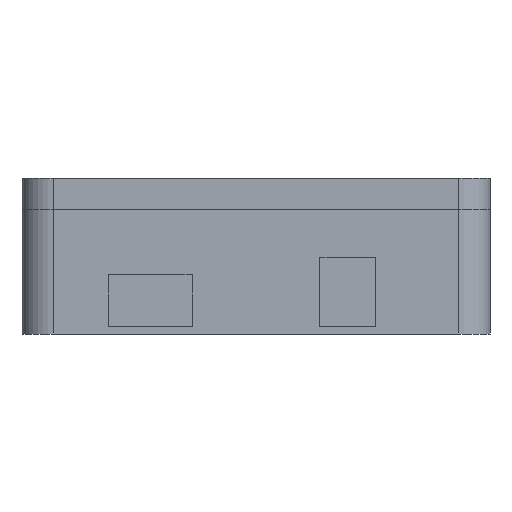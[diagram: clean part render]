
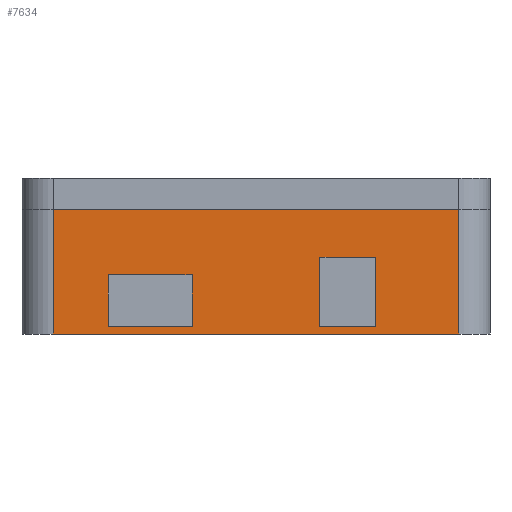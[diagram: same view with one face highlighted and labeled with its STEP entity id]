
A CAD part, left-side view. The second image highlights one B-rep face of the part: STEP entity #7634.
In plain terms, the highlighted planar face has unit normal (-1, 0, 0).
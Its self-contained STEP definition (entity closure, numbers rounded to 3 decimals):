
#722=FACE_BOUND('',#1416,.T.);
#723=FACE_BOUND('',#1417,.T.);
#1002=FACE_OUTER_BOUND('',#1415,.T.);
#1415=EDGE_LOOP('',(#5379,#5380,#5381,#5382));
#1416=EDGE_LOOP('',(#5383,#5384,#5385,#5386));
#1417=EDGE_LOOP('',(#5387,#5388,#5389,#5390));
#2054=LINE('',#9884,#2684);
#2056=LINE('',#9890,#2686);
#2057=LINE('',#9892,#2687);
#2058=LINE('',#9893,#2688);
#2059=LINE('',#9896,#2689);
#2060=LINE('',#9898,#2690);
#2061=LINE('',#9900,#2691);
#2062=LINE('',#9901,#2692);
#2063=LINE('',#9904,#2693);
#2064=LINE('',#9906,#2694);
#2065=LINE('',#9908,#2695);
#2066=LINE('',#9909,#2696);
#2684=VECTOR('',#8661,10.);
#2686=VECTOR('',#8667,10.);
#2687=VECTOR('',#8668,10.);
#2688=VECTOR('',#8669,10.);
#2689=VECTOR('',#8670,10.);
#2690=VECTOR('',#8671,10.);
#2691=VECTOR('',#8672,10.);
#2692=VECTOR('',#8673,10.);
#2693=VECTOR('',#8674,10.);
#2694=VECTOR('',#8675,10.);
#2695=VECTOR('',#8676,10.);
#2696=VECTOR('',#8677,10.);
#3244=VERTEX_POINT('',#9881);
#3245=VERTEX_POINT('',#9883);
#3247=VERTEX_POINT('',#9889);
#3248=VERTEX_POINT('',#9891);
#3249=VERTEX_POINT('',#9894);
#3250=VERTEX_POINT('',#9895);
#3251=VERTEX_POINT('',#9897);
#3252=VERTEX_POINT('',#9899);
#3253=VERTEX_POINT('',#9902);
#3254=VERTEX_POINT('',#9903);
#3255=VERTEX_POINT('',#9905);
#3256=VERTEX_POINT('',#9907);
#4113=EDGE_CURVE('',#3244,#3245,#2054,.T.);
#4116=EDGE_CURVE('',#3247,#3244,#2056,.T.);
#4117=EDGE_CURVE('',#3248,#3247,#2057,.T.);
#4118=EDGE_CURVE('',#3248,#3245,#2058,.T.);
#4119=EDGE_CURVE('',#3249,#3250,#2059,.T.);
#4120=EDGE_CURVE('',#3250,#3251,#2060,.T.);
#4121=EDGE_CURVE('',#3251,#3252,#2061,.T.);
#4122=EDGE_CURVE('',#3252,#3249,#2062,.T.);
#4123=EDGE_CURVE('',#3253,#3254,#2063,.T.);
#4124=EDGE_CURVE('',#3254,#3255,#2064,.T.);
#4125=EDGE_CURVE('',#3255,#3256,#2065,.T.);
#4126=EDGE_CURVE('',#3256,#3253,#2066,.T.);
#5379=ORIENTED_EDGE('',*,*,#4113,.F.);
#5380=ORIENTED_EDGE('',*,*,#4116,.F.);
#5381=ORIENTED_EDGE('',*,*,#4117,.F.);
#5382=ORIENTED_EDGE('',*,*,#4118,.T.);
#5383=ORIENTED_EDGE('',*,*,#4119,.T.);
#5384=ORIENTED_EDGE('',*,*,#4120,.T.);
#5385=ORIENTED_EDGE('',*,*,#4121,.T.);
#5386=ORIENTED_EDGE('',*,*,#4122,.T.);
#5387=ORIENTED_EDGE('',*,*,#4123,.T.);
#5388=ORIENTED_EDGE('',*,*,#4124,.T.);
#5389=ORIENTED_EDGE('',*,*,#4125,.T.);
#5390=ORIENTED_EDGE('',*,*,#4126,.T.);
#7491=PLANE('',#8074);
#7634=ADVANCED_FACE('',(#1002,#722,#723),#7491,.T.);
#8074=AXIS2_PLACEMENT_3D('',#9888,#8665,#8666);
#8661=DIRECTION('',(0.,0.,-1.));
#8665=DIRECTION('center_axis',(-1.,0.,0.));
#8666=DIRECTION('ref_axis',(0.,-1.,0.));
#8667=DIRECTION('',(0.,-1.,0.));
#8668=DIRECTION('',(0.,0.,1.));
#8669=DIRECTION('',(0.,-1.,0.));
#8670=DIRECTION('',(0.,0.,-1.));
#8671=DIRECTION('',(0.,1.,0.));
#8672=DIRECTION('',(0.,0.,1.));
#8673=DIRECTION('',(0.,-1.,0.));
#8674=DIRECTION('',(0.,1.,0.));
#8675=DIRECTION('',(0.,0.,1.));
#8676=DIRECTION('',(0.,-1.,0.));
#8677=DIRECTION('',(0.,0.,-1.));
#9881=CARTESIAN_POINT('',(-70.,-32.5,20.));
#9883=CARTESIAN_POINT('',(-70.,-32.5,0.));
#9884=CARTESIAN_POINT('',(-70.,-32.5,0.));
#9888=CARTESIAN_POINT('Origin',(-70.,37.5,0.));
#9889=CARTESIAN_POINT('',(-70.,32.5,20.));
#9890=CARTESIAN_POINT('',(-70.,37.5,20.));
#9891=CARTESIAN_POINT('',(-70.,32.5,0.));
#9892=CARTESIAN_POINT('',(-70.,32.5,0.));
#9893=CARTESIAN_POINT('',(-70.,37.5,0.));
#9894=CARTESIAN_POINT('',(-70.,-19.148,12.3));
#9895=CARTESIAN_POINT('',(-70.,-19.148,1.2));
#9896=CARTESIAN_POINT('',(-70.,-19.148,0.6));
#9897=CARTESIAN_POINT('',(-70.,-10.248,1.2));
#9898=CARTESIAN_POINT('',(-70.,13.626,1.2));
#9899=CARTESIAN_POINT('',(-70.,-10.248,12.3));
#9900=CARTESIAN_POINT('',(-70.,-10.248,6.15));
#9901=CARTESIAN_POINT('',(-70.,9.176,12.3));
#9902=CARTESIAN_POINT('',(-70.,10.248,1.2));
#9903=CARTESIAN_POINT('',(-70.,23.648,1.2));
#9904=CARTESIAN_POINT('',(-70.,30.574,1.2));
#9905=CARTESIAN_POINT('',(-70.,23.648,9.5));
#9906=CARTESIAN_POINT('',(-70.,23.648,4.75));
#9907=CARTESIAN_POINT('',(-70.,10.248,9.5));
#9908=CARTESIAN_POINT('',(-70.,23.874,9.5));
#9909=CARTESIAN_POINT('',(-70.,10.248,0.6));
